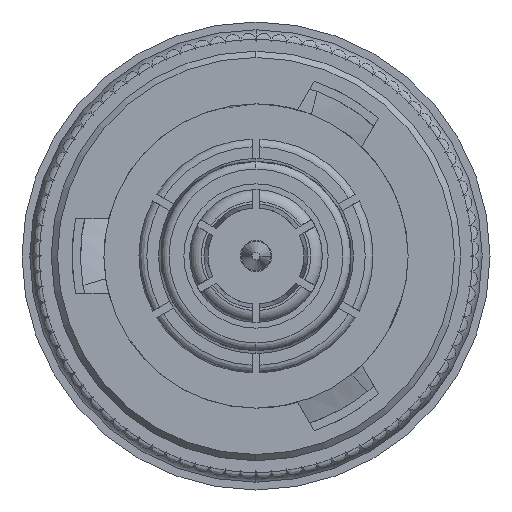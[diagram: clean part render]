
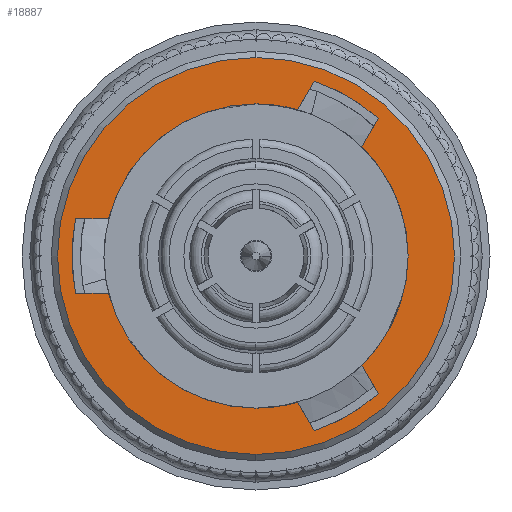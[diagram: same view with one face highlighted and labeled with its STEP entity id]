
A CAD part, left-side view. The second image highlights one B-rep face of the part: STEP entity #18887.
In plain terms, the highlighted face is planar.
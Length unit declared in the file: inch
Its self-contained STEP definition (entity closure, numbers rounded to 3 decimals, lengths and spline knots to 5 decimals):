
#573 = DIRECTION ( 'NONE',  ( 0., 0., 1. ) ) ;
#1378 = AXIS2_PLACEMENT_3D ( 'NONE', #13462, #10886, #20982 ) ;
#1447 = ORIENTED_EDGE ( 'NONE', *, *, #5451, .F. ) ;
#1525 = AXIS2_PLACEMENT_3D ( 'NONE', #1727, #28015, #4452 ) ;
#1658 = AXIS2_PLACEMENT_3D ( 'NONE', #21784, #27408, #21612 ) ;
#1727 = CARTESIAN_POINT ( 'NONE',  ( 0., 0., 0. ) ) ;
#1798 = AXIS2_PLACEMENT_3D ( 'NONE', #32433, #32104, #6113 ) ;
#1826 = CARTESIAN_POINT ( 'NONE',  ( 0., -0.05343, -0.18754 ) ) ;
#1891 = CARTESIAN_POINT ( 'NONE',  ( 0., -0.15683, 0.17664 ) ) ;
#2200 = CARTESIAN_POINT ( 'NONE',  ( 0., -0.05343, 0.18754 ) ) ;
#2758 = EDGE_CURVE ( 'NONE', #24037, #17207, #20909, .T. ) ;
#2806 = LINE ( 'NONE', #33730, #6200 ) ;
#2822 = EDGE_CURVE ( 'NONE', #18985, #13648, #26767, .T. ) ;
#2979 = CARTESIAN_POINT ( 'NONE',  ( 0., 0.2314, 0.0475 ) ) ;
#3541 = ORIENTED_EDGE ( 'NONE', *, *, #16528, .F. ) ;
#4452 = DIRECTION ( 'NONE',  ( 0., 0., 1. ) ) ;
#4637 = ORIENTED_EDGE ( 'NONE', *, *, #27212, .F. ) ;
#4779 = CARTESIAN_POINT ( 'NONE',  ( 0., 0., 0.2545 ) ) ;
#4860 = DIRECTION ( 'NONE',  ( 0., -0.5, -0.866 ) ) ;
#5031 = DIRECTION ( 'NONE',  ( 0., 0.5, 0.866 ) ) ;
#5265 = FACE_OUTER_BOUND ( 'NONE', #31380, .T. ) ;
#5267 = VERTEX_POINT ( 'NONE', #13045 ) ;
#5451 = EDGE_CURVE ( 'NONE', #6015, #26544, #14236, .T. ) ;
#6015 = VERTEX_POINT ( 'NONE', #1891 ) ;
#6113 = DIRECTION ( 'NONE',  ( 0., 0., 1. ) ) ;
#6200 = VECTOR ( 'NONE', #5031, 39.37008 ) ;
#6699 = ORIENTED_EDGE ( 'NONE', *, *, #15585, .F. ) ;
#6873 = DIRECTION ( 'NONE',  ( 0., 0.5, -0.866 ) ) ;
#7083 = VERTEX_POINT ( 'NONE', #31828 ) ;
#7368 = VERTEX_POINT ( 'NONE', #13475 ) ;
#7384 = EDGE_CURVE ( 'NONE', #31433, #5267, #19114, .T. ) ;
#7676 = DIRECTION ( 'NONE',  ( 0., 1., 0. ) ) ;
#7829 = CARTESIAN_POINT ( 'NONE',  ( 0., 0.2314, -0.0475 ) ) ;
#7906 = CIRCLE ( 'NONE', #25397, 0.195 ) ;
#8679 = ORIENTED_EDGE ( 'NONE', *, *, #29854, .T. ) ;
#8835 = ORIENTED_EDGE ( 'NONE', *, *, #22828, .T. ) ;
#9582 = ORIENTED_EDGE ( 'NONE', *, *, #25968, .F. ) ;
#9920 = VERTEX_POINT ( 'NONE', #13758 ) ;
#10886 = DIRECTION ( 'NONE',  ( -1., 0., 0. ) ) ;
#11249 = CARTESIAN_POINT ( 'NONE',  ( 0., -0.07456, 0.22414 ) ) ;
#12771 = AXIS2_PLACEMENT_3D ( 'NONE', #33468, #28663, #26105 ) ;
#13045 = CARTESIAN_POINT ( 'NONE',  ( 0., -0.07456, 0.22414 ) ) ;
#13350 = CARTESIAN_POINT ( 'NONE',  ( 0., -0.1357, -0.14004 ) ) ;
#13402 = EDGE_LOOP ( 'NONE', ( #18049, #29814, #3541, #4637, #14052, #8835, #1447, #17968, #32555, #31675, #8679, #9582, #6699, #29697 ) ) ;
#13462 = CARTESIAN_POINT ( 'NONE',  ( 0., 0.195, 0. ) ) ;
#13475 = CARTESIAN_POINT ( 'NONE',  ( 0., 0.2314, 0.0475 ) ) ;
#13648 = VERTEX_POINT ( 'NONE', #19713 ) ;
#13758 = CARTESIAN_POINT ( 'NONE',  ( 0., 0.2314, -0.0475 ) ) ;
#14052 = ORIENTED_EDGE ( 'NONE', *, *, #2758, .F. ) ;
#14236 = LINE ( 'NONE', #30449, #31230 ) ;
#14265 = VERTEX_POINT ( 'NONE', #29705 ) ;
#14362 = AXIS2_PLACEMENT_3D ( 'NONE', #31566, #21499, #29007 ) ;
#14640 = CIRCLE ( 'NONE', #1525, 0.195 ) ;
#14730 = VERTEX_POINT ( 'NONE', #23644 ) ;
#15108 = CARTESIAN_POINT ( 'NONE',  ( 0., 0., 0. ) ) ;
#15585 = EDGE_CURVE ( 'NONE', #9920, #7368, #20883, .T. ) ;
#15830 = CIRCLE ( 'NONE', #1658, 0.195 ) ;
#16327 = ORIENTED_EDGE ( 'NONE', *, *, #17210, .F. ) ;
#16471 = CARTESIAN_POINT ( 'NONE',  ( 0., 0., 0. ) ) ;
#16517 = CIRCLE ( 'NONE', #1798, 0.2545 ) ;
#16528 = EDGE_CURVE ( 'NONE', #7083, #31793, #2806, .T. ) ;
#16556 = CARTESIAN_POINT ( 'NONE',  ( 0., -0.15683, -0.17664 ) ) ;
#16680 = AXIS2_PLACEMENT_3D ( 'NONE', #15108, #25514, #28241 ) ;
#16971 = AXIS2_PLACEMENT_3D ( 'NONE', #16471, #31829, #573 ) ;
#17207 = VERTEX_POINT ( 'NONE', #16556 ) ;
#17210 = EDGE_CURVE ( 'NONE', #20522, #28906, #16517, .T. ) ;
#17483 = DIRECTION ( 'NONE',  ( 0., 0., 1. ) ) ;
#17968 = ORIENTED_EDGE ( 'NONE', *, *, #26216, .F. ) ;
#18049 = ORIENTED_EDGE ( 'NONE', *, *, #2822, .T. ) ;
#18764 = DIRECTION ( 'NONE',  ( 0., -0.5, 0.866 ) ) ;
#18887 = ADVANCED_FACE ( 'NONE', ( #5265, #23548 ), #23878, .F. ) ;
#18985 = VERTEX_POINT ( 'NONE', #19438 ) ;
#19114 = LINE ( 'NONE', #11249, #22675 ) ;
#19167 = VECTOR ( 'NONE', #4860, 39.37008 ) ;
#19411 = EDGE_CURVE ( 'NONE', #31433, #14265, #7906, .T. ) ;
#19438 = CARTESIAN_POINT ( 'NONE',  ( 0., 0.18913, -0.0475 ) ) ;
#19713 = CARTESIAN_POINT ( 'NONE',  ( 0., 0., -0.195 ) ) ;
#20522 = VERTEX_POINT ( 'NONE', #26077 ) ;
#20695 = CARTESIAN_POINT ( 'NONE',  ( 0., 0., 0. ) ) ;
#20883 = CIRCLE ( 'NONE', #14362, 0.23622 ) ;
#20909 = LINE ( 'NONE', #26361, #19167 ) ;
#20982 = DIRECTION ( 'NONE',  ( 0., 0., 1. ) ) ;
#21016 = EDGE_CURVE ( 'NONE', #18985, #9920, #30747, .T. ) ;
#21499 = DIRECTION ( 'NONE',  ( 1., 0., 0. ) ) ;
#21612 = DIRECTION ( 'NONE',  ( 0., 0., 1. ) ) ;
#21784 = CARTESIAN_POINT ( 'NONE',  ( 0., 0., 0. ) ) ;
#22098 = DIRECTION ( 'NONE',  ( -1., 0., 0. ) ) ;
#22201 = EDGE_CURVE ( 'NONE', #28906, #20522, #30187, .T. ) ;
#22675 = VECTOR ( 'NONE', #18764, 39.37008 ) ;
#22828 = EDGE_CURVE ( 'NONE', #24037, #26544, #23094, .T. ) ;
#23094 = CIRCLE ( 'NONE', #26907, 0.195 ) ;
#23255 = AXIS2_PLACEMENT_3D ( 'NONE', #27235, #26550, #23997 ) ;
#23548 = FACE_BOUND ( 'NONE', #13402, .T. ) ;
#23644 = CARTESIAN_POINT ( 'NONE',  ( 0., 0.18913, 0.0475 ) ) ;
#23878 = PLANE ( 'NONE',  #1378 ) ;
#23997 = DIRECTION ( 'NONE',  ( 0., 0., 1. ) ) ;
#24037 = VERTEX_POINT ( 'NONE', #13350 ) ;
#24886 = CIRCLE ( 'NONE', #23255, 0.23622 ) ;
#25397 = AXIS2_PLACEMENT_3D ( 'NONE', #27718, #22098, #17483 ) ;
#25514 = DIRECTION ( 'NONE',  ( 1., 0., 0. ) ) ;
#25968 = EDGE_CURVE ( 'NONE', #7368, #14730, #29274, .T. ) ;
#25991 = DIRECTION ( 'NONE',  ( -1., 0., 0. ) ) ;
#26077 = CARTESIAN_POINT ( 'NONE',  ( 0., 0., -0.2545 ) ) ;
#26105 = DIRECTION ( 'NONE',  ( 0., 0., 1. ) ) ;
#26216 = EDGE_CURVE ( 'NONE', #5267, #6015, #31382, .T. ) ;
#26361 = CARTESIAN_POINT ( 'NONE',  ( 0., -0.15683, -0.17664 ) ) ;
#26544 = VERTEX_POINT ( 'NONE', #27986 ) ;
#26547 = DIRECTION ( 'NONE',  ( 0., -1., 0. ) ) ;
#26550 = DIRECTION ( 'NONE',  ( 1., 0., 0. ) ) ;
#26566 = VECTOR ( 'NONE', #7676, 39.37008 ) ;
#26767 = CIRCLE ( 'NONE', #16971, 0.195 ) ;
#26907 = AXIS2_PLACEMENT_3D ( 'NONE', #20695, #25991, #31101 ) ;
#27212 = EDGE_CURVE ( 'NONE', #17207, #7083, #24886, .T. ) ;
#27235 = CARTESIAN_POINT ( 'NONE',  ( 0., 0., 0. ) ) ;
#27408 = DIRECTION ( 'NONE',  ( -1., 0., 0. ) ) ;
#27718 = CARTESIAN_POINT ( 'NONE',  ( 0., 0., 0. ) ) ;
#27986 = CARTESIAN_POINT ( 'NONE',  ( 0., -0.1357, 0.14004 ) ) ;
#28015 = DIRECTION ( 'NONE',  ( -1., 0., 0. ) ) ;
#28241 = DIRECTION ( 'NONE',  ( 0., 0., 1. ) ) ;
#28630 = VECTOR ( 'NONE', #26547, 39.37008 ) ;
#28663 = DIRECTION ( 'NONE',  ( -1., 0., 0. ) ) ;
#28906 = VERTEX_POINT ( 'NONE', #4779 ) ;
#29007 = DIRECTION ( 'NONE',  ( 0., 0., 1. ) ) ;
#29274 = LINE ( 'NONE', #2979, #28630 ) ;
#29697 = ORIENTED_EDGE ( 'NONE', *, *, #21016, .F. ) ;
#29705 = CARTESIAN_POINT ( 'NONE',  ( 0., 0., 0.195 ) ) ;
#29814 = ORIENTED_EDGE ( 'NONE', *, *, #32033, .T. ) ;
#29854 = EDGE_CURVE ( 'NONE', #14265, #14730, #14640, .T. ) ;
#30187 = CIRCLE ( 'NONE', #12771, 0.2545 ) ;
#30449 = CARTESIAN_POINT ( 'NONE',  ( 0., -0.15683, 0.17664 ) ) ;
#30682 = ORIENTED_EDGE ( 'NONE', *, *, #22201, .F. ) ;
#30747 = LINE ( 'NONE', #7829, #26566 ) ;
#31101 = DIRECTION ( 'NONE',  ( 0., 0., 1. ) ) ;
#31230 = VECTOR ( 'NONE', #6873, 39.37008 ) ;
#31380 = EDGE_LOOP ( 'NONE', ( #30682, #16327 ) ) ;
#31382 = CIRCLE ( 'NONE', #16680, 0.23622 ) ;
#31433 = VERTEX_POINT ( 'NONE', #2200 ) ;
#31566 = CARTESIAN_POINT ( 'NONE',  ( 0., 0., 0. ) ) ;
#31675 = ORIENTED_EDGE ( 'NONE', *, *, #19411, .T. ) ;
#31793 = VERTEX_POINT ( 'NONE', #1826 ) ;
#31828 = CARTESIAN_POINT ( 'NONE',  ( 0., -0.07456, -0.22414 ) ) ;
#31829 = DIRECTION ( 'NONE',  ( -1., 0., 0. ) ) ;
#32033 = EDGE_CURVE ( 'NONE', #13648, #31793, #15830, .T. ) ;
#32104 = DIRECTION ( 'NONE',  ( -1., 0., 0. ) ) ;
#32433 = CARTESIAN_POINT ( 'NONE',  ( 0., 0., 0. ) ) ;
#32555 = ORIENTED_EDGE ( 'NONE', *, *, #7384, .F. ) ;
#33468 = CARTESIAN_POINT ( 'NONE',  ( 0., 0., 0. ) ) ;
#33730 = CARTESIAN_POINT ( 'NONE',  ( 0., -0.07456, -0.22414 ) ) ;
